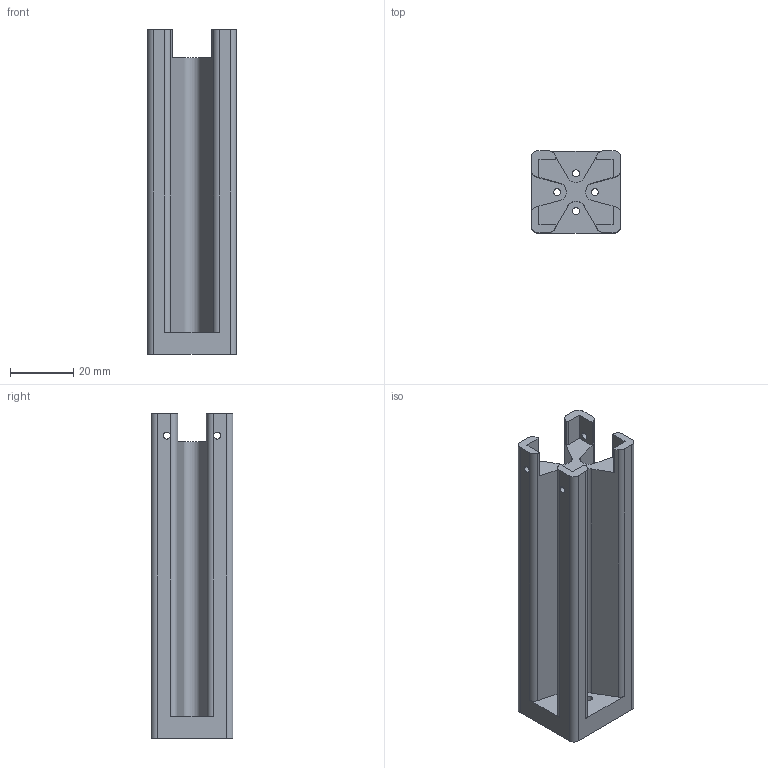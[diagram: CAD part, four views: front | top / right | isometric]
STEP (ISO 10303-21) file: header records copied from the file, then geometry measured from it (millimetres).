
FILE_DESCRIPTION (( 'STEP AP214' ), '1' );
FILE_NAME ('factr_teleop_franka_l5.STEP', '2025-03-30T19:45:26', ( '' ), ( '' ), 'SwSTEP 2.0', 'SolidWorks 2024', '' );
FILE_SCHEMA (( 'AUTOMOTIVE_DESIGN' ));
Length unit declared in the file: millimetre
Products named in the file (1): factr_teleop_franka_l5
Bounding box: 28.16 x 25.98 x 103 mm (x, y, z)
Volume: 38522.5 mm3; surface area: 17082.2 mm2
Topology: 1 solids, 1 shells, 72 faces, 207 edges, 138 vertices
Faces by surface type: cylinder 41, plane 31
Entity records: 2448 total; most frequent: DIRECTION 435, CARTESIAN_POINT 418, ORIENTED_EDGE 414, EDGE_CURVE 207, AXIS2_PLACEMENT_3D 155, VERTEX_POINT 138, VECTOR 125, LINE 125
